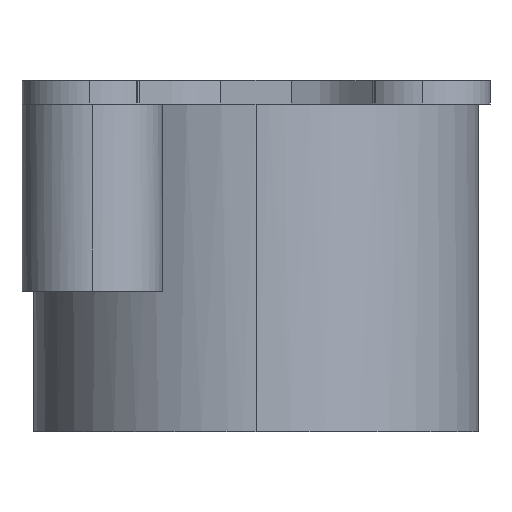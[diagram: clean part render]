
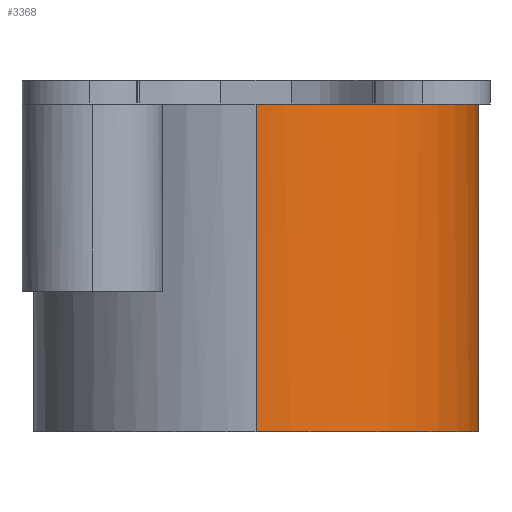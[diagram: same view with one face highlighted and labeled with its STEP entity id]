
A CAD part, left-side view. The second image highlights one B-rep face of the part: STEP entity #3368.
In plain terms, the highlighted free-form (B-spline) face has degree [3, 1] with [4, 2] control points.
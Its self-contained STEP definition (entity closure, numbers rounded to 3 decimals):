
#2 = CARTESIAN_POINT ( 'NONE',  ( -5.4, -19., 0. ) ) ;
#67 = VERTEX_POINT ( 'NONE', #351 ) ;
#97 = DIRECTION ( 'NONE',  ( 0., 0., 1. ) ) ;
#141 = EDGE_CURVE ( 'NONE', #2850, #5160, #4962, .T. ) ;
#268 = CARTESIAN_POINT ( 'NONE',  ( -5.4, 0., -14. ) ) ;
#351 = CARTESIAN_POINT ( 'NONE',  ( 13.6, 0., -14. ) ) ;
#564 = ORIENTED_EDGE ( 'NONE', *, *, #5091, .T. ) ;
#608 = EDGE_CURVE ( 'NONE', #67, #2850, #885, .T. ) ;
#618 = CARTESIAN_POINT ( 'NONE',  ( -5.4, 0., 0. ) ) ;
#689 = CARTESIAN_POINT ( 'NONE',  ( 13.6, -19., 0. ) ) ;
#788 = CARTESIAN_POINT ( 'NONE',  ( -5.4, -19., 0. ) ) ;
#885 = LINE ( 'NONE', #2535, #4520 ) ;
#1218 = CARTESIAN_POINT ( 'NONE',  ( 13.6, 0., 0. ) ) ;
#1354 = CARTESIAN_POINT ( 'NONE',  ( 13.6, 0., 0. ) ) ;
#1365 =( BOUNDED_SURFACE ( )  B_SPLINE_SURFACE ( 3, 1, ( 
 ( #1654, #4782 ),
 ( #2364, #2 ),
 ( #3041, #689 ),
 ( #3791, #1375 ) ),
 .UNSPECIFIED., .F., .F., .F. ) 
 B_SPLINE_SURFACE_WITH_KNOTS ( ( 4, 4 ),
 ( 2, 2 ),
 ( 0., 1. ),
 ( 0., 1. ),
 .UNSPECIFIED. ) 
 GEOMETRIC_REPRESENTATION_ITEM ( )  RATIONAL_B_SPLINE_SURFACE ( (
 ( 1., 1.),
 ( 0.333, 0.333),
 ( 0.333, 0.333),
 ( 1., 1.) ) ) 
 REPRESENTATION_ITEM ( '' )  SURFACE ( )  );
#1375 = CARTESIAN_POINT ( 'NONE',  ( 13.6, 0., 0. ) ) ;
#1490 = CARTESIAN_POINT ( 'NONE',  ( -5.4, -19., -14. ) ) ;
#1654 = CARTESIAN_POINT ( 'NONE',  ( -5.4, 0., -14. ) ) ;
#2209 = CARTESIAN_POINT ( 'NONE',  ( 13.6, 0., -14. ) ) ;
#2364 = CARTESIAN_POINT ( 'NONE',  ( -5.4, -19., -14. ) ) ;
#2521 = ORIENTED_EDGE ( 'NONE', *, *, #608, .T. ) ;
#2535 = CARTESIAN_POINT ( 'NONE',  ( 13.6, 0., -14. ) ) ;
#2636 = LINE ( 'NONE', #268, #5221 ) ;
#2705 = FACE_OUTER_BOUND ( 'NONE', #3561, .T. ) ;
#2850 = VERTEX_POINT ( 'NONE', #1354 ) ;
#3041 = CARTESIAN_POINT ( 'NONE',  ( 13.6, -19., -14. ) ) ;
#3328 = DIRECTION ( 'NONE',  ( 0., 0., 1. ) ) ;
#3368 = ADVANCED_FACE ( 'NONE', ( #2705 ), #1365, .T. ) ;
#3424 = CARTESIAN_POINT ( 'NONE',  ( -5.4, 0., 0. ) ) ;
#3561 = EDGE_LOOP ( 'NONE', ( #564, #2521, #4982, #3575 ) ) ;
#3575 = ORIENTED_EDGE ( 'NONE', *, *, #5108, .F. ) ;
#3791 = CARTESIAN_POINT ( 'NONE',  ( 13.6, 0., -14. ) ) ;
#3902 = CARTESIAN_POINT ( 'NONE',  ( 13.6, -19., 0. ) ) ;
#3905 = CARTESIAN_POINT ( 'NONE',  ( -5.4, 0., -14. ) ) ;
#4205 = CARTESIAN_POINT ( 'NONE',  ( -5.4, 0., -14. ) ) ;
#4520 = VECTOR ( 'NONE', #97, 1000. ) ;
#4522 = VERTEX_POINT ( 'NONE', #4205 ) ;
#4618 = CARTESIAN_POINT ( 'NONE',  ( 13.6, -19., -14. ) ) ;
#4782 = CARTESIAN_POINT ( 'NONE',  ( -5.4, 0., 0. ) ) ;
#4962 =( BOUNDED_CURVE ( )  B_SPLINE_CURVE ( 3, ( #1218, #3902, #788, #3424 ),
 .UNSPECIFIED., .F., .F. ) 
 B_SPLINE_CURVE_WITH_KNOTS ( ( 4, 4 ),
 ( 3.142, 6.283 ),
 .UNSPECIFIED. ) 
 CURVE ( )  GEOMETRIC_REPRESENTATION_ITEM ( )  RATIONAL_B_SPLINE_CURVE ( ( 1., 0.333, 0.333, 1. ) ) 
 REPRESENTATION_ITEM ( '' )  );
#4982 = ORIENTED_EDGE ( 'NONE', *, *, #141, .T. ) ;
#5016 =( BOUNDED_CURVE ( )  B_SPLINE_CURVE ( 3, ( #3905, #1490, #4618, #2209 ),
 .UNSPECIFIED., .F., .F. ) 
 B_SPLINE_CURVE_WITH_KNOTS ( ( 4, 4 ),
 ( 0., 3.142 ),
 .UNSPECIFIED. ) 
 CURVE ( )  GEOMETRIC_REPRESENTATION_ITEM ( )  RATIONAL_B_SPLINE_CURVE ( ( 1., 0.333, 0.333, 1. ) ) 
 REPRESENTATION_ITEM ( '' )  );
#5091 = EDGE_CURVE ( 'NONE', #4522, #67, #5016, .T. ) ;
#5108 = EDGE_CURVE ( 'NONE', #4522, #5160, #2636, .T. ) ;
#5160 = VERTEX_POINT ( 'NONE', #618 ) ;
#5221 = VECTOR ( 'NONE', #3328, 1000. ) ;
